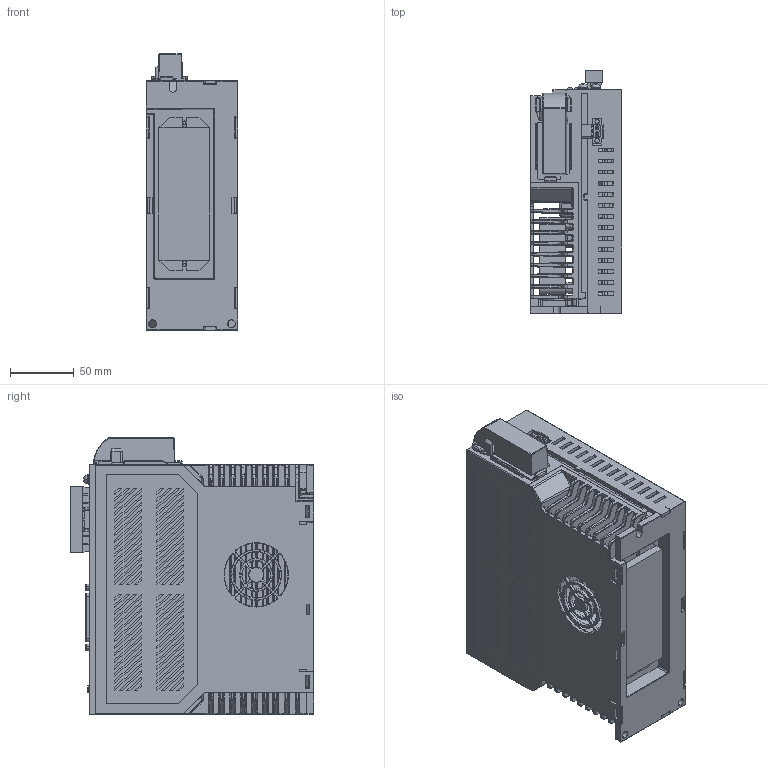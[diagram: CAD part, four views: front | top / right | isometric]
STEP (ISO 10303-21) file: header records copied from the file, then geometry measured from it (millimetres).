
FILE_DESCRIPTION((''),'2;1');
FILE_NAME('RT-R6L120M_E','2025-05-29T09:19:42',('ruiwe'),(''),'CREO PARAMETRIC BY PTC INC, 2021063','CREO PARAMETRIC BY PTC INC, 2021063','');
FILE_SCHEMA(('CONFIG_CONTROL_DESIGN','SHAPE_APPEARANCE_LAYERS_GROUPS'));
Products named in the file (1): RT-R6L120M_E
Bounding box: 72 x 191.4 x 217 mm (x, y, z)
Volume: 865600.3 mm3; surface area: 504825.6 mm2
Topology: 4 solids, 49 shells, 7410 faces, 20301 edges, 13147 vertices
Faces by surface type: plane 5138, cylinder 1570, torus 290, cone 171, bspline 148, sphere 73, extrusion 20
Entity records: 298033 total; most frequent: CARTESIAN_POINT 51227, ORIENTED_EDGE 39977, DIRECTION 37146, EDGE_CURVE 20207, VECTOR 15650, LINE 15630, VERTEX_POINT 13147, PRESENTATION_STYLE_ASSIGNMENT 12538
